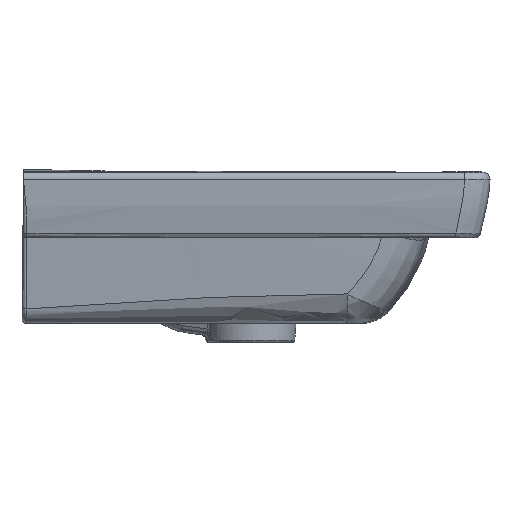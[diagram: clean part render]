
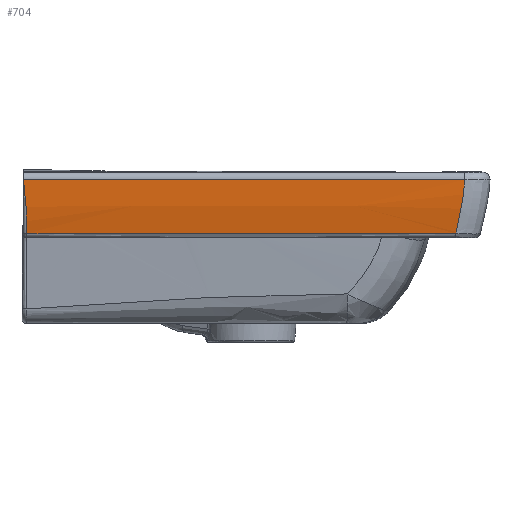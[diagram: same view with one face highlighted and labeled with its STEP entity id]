
A CAD part, left-side view. The second image highlights one B-rep face of the part: STEP entity #704.
In plain terms, the highlighted face is a extrusion surface.
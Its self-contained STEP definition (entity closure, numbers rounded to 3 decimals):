
#329=(
BOUNDED_CURVE()
B_SPLINE_CURVE(4,(#19433,#19434,#19435,#19436,#19437,#19438,#19439,#19440,
#19441,#19442,#19443,#19444,#19445),.UNSPECIFIED.,.F.,.F.)
B_SPLINE_CURVE_WITH_KNOTS((5,4,2,2,5),(0.,0.208,0.486,
0.764,1.),.UNSPECIFIED.)
CURVE()
GEOMETRIC_REPRESENTATION_ITEM()
RATIONAL_B_SPLINE_CURVE((0.998,0.999,1.,
1.,1.,1.,1.,1.,1.,1.,1.,1.,1.))
REPRESENTATION_ITEM('')
);
#366=SURFACE_OF_LINEAR_EXTRUSION('',#329,#509);
#422=LINE('',#19432,#508);
#508=VECTOR('',#3632,1.);
#509=VECTOR('',#3633,1.);
#704=ADVANCED_FACE('',(#966),#366,.F.);
#966=FACE_OUTER_BOUND('',#1181,.T.);
#1181=EDGE_LOOP('',(#2133,#2134,#2135,#2136,#2137));
#2133=ORIENTED_EDGE('',*,*,#3077,.F.);
#2134=ORIENTED_EDGE('',*,*,#3075,.T.);
#2135=ORIENTED_EDGE('',*,*,#2995,.T.);
#2136=ORIENTED_EDGE('',*,*,#2997,.T.);
#2137=ORIENTED_EDGE('',*,*,#2999,.T.);
#2361=VERTEX_POINT('',#8470);
#2525=VERTEX_POINT('',#16090);
#2526=VERTEX_POINT('',#16113);
#2527=VERTEX_POINT('',#16123);
#2565=VERTEX_POINT('',#19343);
#2995=EDGE_CURVE('',#2525,#2361,#3368,.T.);
#2997=EDGE_CURVE('',#2361,#2526,#3369,.T.);
#2999=EDGE_CURVE('',#2526,#2527,#3371,.T.);
#3075=EDGE_CURVE('',#2565,#2525,#3426,.T.);
#3077=EDGE_CURVE('',#2565,#2527,#422,.T.);
#3368=B_SPLINE_CURVE_WITH_KNOTS('',1,(#16088,#16089),.UNSPECIFIED.,.F.,
 .F.,(2,2),(0.,1.),.UNSPECIFIED.);
#3369=B_SPLINE_CURVE_WITH_KNOTS('',3,(#16109,#16110,#16111,#16112),
 .UNSPECIFIED.,.F.,.F.,(4,4),(0.,1.),.UNSPECIFIED.);
#3371=B_SPLINE_CURVE_WITH_KNOTS('',3,(#16124,#16125,#16126,#16127,#16128,
#16129,#16130,#16131,#16132,#16133,#16134,#16135,#16136,#16137,#16138,#16139,
#16140,#16141,#16142,#16143,#16144,#16145,#16146,#16147,#16148,#16149,#16150,
#16151,#16152,#16153,#16154,#16155,#16156,#16157,#16158,#16159,#16160,#16161,
#16162,#16163,#16164,#16165,#16166,#16167,#16168,#16169,#16170,#16171,#16172,
#16173,#16174,#16175,#16176,#16177),.UNSPECIFIED.,.F.,.F.,(4,2,2,2,2,2,
2,2,2,2,2,2,2,2,2,2,2,2,2,2,2,1,2,2,1,2,2,4),(0.,0.031,0.047,
0.055,0.063,0.125,0.188,
0.219,0.25,0.313,0.344,
0.359,0.375,0.438,0.469,
0.5,0.625,0.688,0.719,
0.75,0.813,0.844,0.859,
0.875,0.906,0.922,0.938,
1.),.UNSPECIFIED.);
#3426=B_SPLINE_CURVE_WITH_KNOTS('',3,(#19331,#19332,#19333,#19334,#19335,
#19336,#19337,#19338,#19339,#19340,#19341,#19342),.UNSPECIFIED.,.F.,.F.,
(4,2,2,2,2,4),(0.,0.5,0.75,0.875,0.938,1.),.UNSPECIFIED.);
#3632=DIRECTION('',(0.,-1.,0.));
#3633=DIRECTION('',(0.,-1.,0.));
#8470=CARTESIAN_POINT('',(-220.766,-342.872,-48.652));
#16088=CARTESIAN_POINT('',(-220.766,-2.682,-48.652));
#16089=CARTESIAN_POINT('',(-220.766,-342.872,-48.652));
#16090=CARTESIAN_POINT('',(-220.766,-2.682,-48.652));
#16109=CARTESIAN_POINT('',(-220.766,-342.872,-48.652));
#16110=CARTESIAN_POINT('',(-220.871,-342.972,-48.206));
#16111=CARTESIAN_POINT('',(-220.963,-343.071,-47.81));
#16112=CARTESIAN_POINT('',(-221.074,-343.171,-47.317));
#16113=CARTESIAN_POINT('',(-221.074,-343.171,-47.317));
#16123=CARTESIAN_POINT('',(-225.424,-350.,-6.));
#16124=CARTESIAN_POINT('',(-221.074,-343.171,-47.317));
#16125=CARTESIAN_POINT('',(-221.132,-343.229,-47.057));
#16126=CARTESIAN_POINT('',(-221.208,-343.304,-46.716));
#16127=CARTESIAN_POINT('',(-221.345,-343.443,-46.085));
#16128=CARTESIAN_POINT('',(-221.394,-343.493,-45.855));
#16129=CARTESIAN_POINT('',(-221.474,-343.576,-45.479));
#16130=CARTESIAN_POINT('',(-221.501,-343.604,-45.348));
#16131=CARTESIAN_POINT('',(-221.557,-343.663,-45.078));
#16132=CARTESIAN_POINT('',(-221.594,-343.702,-44.9));
#16133=CARTESIAN_POINT('',(-221.792,-343.914,-43.932));
#16134=CARTESIAN_POINT('',(-221.95,-344.089,-43.122));
#16135=CARTESIAN_POINT('',(-222.272,-344.462,-41.392));
#16136=CARTESIAN_POINT('',(-222.424,-344.645,-40.535));
#16137=CARTESIAN_POINT('',(-222.639,-344.915,-39.261));
#16138=CARTESIAN_POINT('',(-222.708,-345.005,-38.838));
#16139=CARTESIAN_POINT('',(-222.843,-345.182,-37.997));
#16140=CARTESIAN_POINT('',(-222.901,-345.259,-37.628));
#16141=CARTESIAN_POINT('',(-223.115,-345.551,-36.227));
#16142=CARTESIAN_POINT('',(-223.244,-345.736,-35.333));
#16143=CARTESIAN_POINT('',(-223.421,-345.998,-34.051));
#16144=CARTESIAN_POINT('',(-223.477,-346.083,-33.634));
#16145=CARTESIAN_POINT('',(-223.557,-346.207,-33.024));
#16146=CARTESIAN_POINT('',(-223.583,-346.247,-32.823));
#16147=CARTESIAN_POINT('',(-223.634,-346.327,-32.426));
#16148=CARTESIAN_POINT('',(-223.653,-346.358,-32.273));
#16149=CARTESIAN_POINT('',(-223.802,-346.594,-31.09));
#16150=CARTESIAN_POINT('',(-223.908,-346.771,-30.187));
#16151=CARTESIAN_POINT('',(-224.053,-347.019,-28.899));
#16152=CARTESIAN_POINT('',(-224.099,-347.098,-28.481));
#16153=CARTESIAN_POINT('',(-224.187,-347.251,-27.666));
#16154=CARTESIAN_POINT('',(-224.223,-347.316,-27.318));
#16155=CARTESIAN_POINT('',(-224.447,-347.714,-25.149));
#16156=CARTESIAN_POINT('',(-224.607,-348.011,-23.421));
#16157=CARTESIAN_POINT('',(-224.818,-348.426,-20.839));
#16158=CARTESIAN_POINT('',(-224.885,-348.562,-19.957));
#16159=CARTESIAN_POINT('',(-224.976,-348.758,-18.652));
#16160=CARTESIAN_POINT('',(-225.005,-348.821,-18.218));
#16161=CARTESIAN_POINT('',(-225.061,-348.946,-17.355));
#16162=CARTESIAN_POINT('',(-225.084,-348.999,-16.979));
#16163=CARTESIAN_POINT('',(-225.167,-349.199,-15.536));
#16164=CARTESIAN_POINT('',(-225.213,-349.318,-14.619));
#16165=CARTESIAN_POINT('',(-225.27,-349.476,-13.311));
#16166=CARTESIAN_POINT('',(-225.295,-349.55,-12.673));
#16167=CARTESIAN_POINT('',(-225.317,-349.616,-12.061));
#16168=CARTESIAN_POINT('',(-225.331,-349.658,-11.659));
#16169=CARTESIAN_POINT('',(-225.336,-349.674,-11.502));
#16170=CARTESIAN_POINT('',(-225.357,-349.744,-10.791));
#16171=CARTESIAN_POINT('',(-225.375,-349.806,-10.107));
#16172=CARTESIAN_POINT('',(-225.389,-349.856,-9.463));
#16173=CARTESIAN_POINT('',(-225.397,-349.886,-9.043));
#16174=CARTESIAN_POINT('',(-225.4,-349.898,-8.873));
#16175=CARTESIAN_POINT('',(-225.418,-349.971,-7.69));
#16176=CARTESIAN_POINT('',(-225.424,-350.,-6.811));
#16177=CARTESIAN_POINT('',(-225.424,-350.,-6.));
#19331=CARTESIAN_POINT('',(-225.424,0.085,-6.));
#19332=CARTESIAN_POINT('',(-225.424,-0.889,-14.746));
#19333=CARTESIAN_POINT('',(-224.768,-1.607,-22.696));
#19334=CARTESIAN_POINT('',(-223.536,-2.298,-33.411));
#19335=CARTESIAN_POINT('',(-223.062,-2.465,-36.779));
#19336=CARTESIAN_POINT('',(-222.255,-2.618,-41.519));
#19337=CARTESIAN_POINT('',(-221.97,-2.654,-43.047));
#19338=CARTESIAN_POINT('',(-221.521,-2.682,-45.261));
#19339=CARTESIAN_POINT('',(-221.368,-2.688,-45.985));
#19340=CARTESIAN_POINT('',(-221.055,-2.691,-47.409));
#19341=CARTESIAN_POINT('',(-220.913,-2.688,-48.03));
#19342=CARTESIAN_POINT('',(-220.766,-2.682,-48.652));
#19343=CARTESIAN_POINT('',(-225.424,0.085,-6.));
#19432=CARTESIAN_POINT('',(-225.424,10.,-6.));
#19433=CARTESIAN_POINT('',(-217.146,10.,-61.144));
#19434=CARTESIAN_POINT('',(-218.342,10.,-57.678));
#19435=CARTESIAN_POINT('',(-219.392,10.,-54.209));
#19436=CARTESIAN_POINT('',(-220.301,10.,-50.75));
#19437=CARTESIAN_POINT('',(-221.074,10.,-47.317));
#19438=CARTESIAN_POINT('',(-222.218,10.,-42.23));
#19439=CARTESIAN_POINT('',(-223.088,10.,-37.09));
#19440=CARTESIAN_POINT('',(-224.417,10.,-26.762));
#19441=CARTESIAN_POINT('',(-225.206,10.,-16.384));
#19442=CARTESIAN_POINT('',(-225.61,10.,-6.769));
#19443=CARTESIAN_POINT('',(-225.266,10.,2.865));
#19444=CARTESIAN_POINT('',(-225.028,10.,7.302));
#19445=CARTESIAN_POINT('',(-224.79,10.,11.738));
